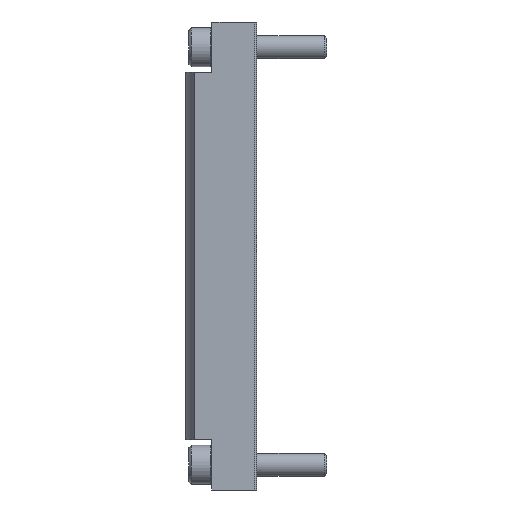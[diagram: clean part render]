
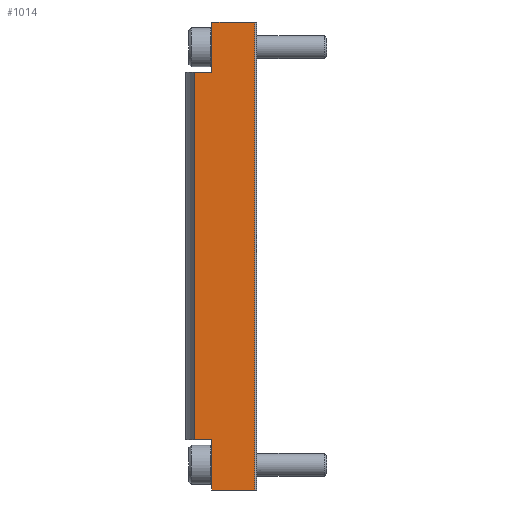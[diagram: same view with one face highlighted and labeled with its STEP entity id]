
A CAD part, left-side view. The second image highlights one B-rep face of the part: STEP entity #1014.
In plain terms, the highlighted face is planar.
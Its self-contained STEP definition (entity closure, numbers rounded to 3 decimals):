
#137=ORIENTED_EDGE('',*,*,#425,.T.);
#138=ORIENTED_EDGE('',*,*,#426,.F.);
#139=ORIENTED_EDGE('',*,*,#427,.F.);
#140=ORIENTED_EDGE('',*,*,#428,.T.);
#141=ORIENTED_EDGE('',*,*,#429,.T.);
#142=ORIENTED_EDGE('',*,*,#430,.F.);
#143=ORIENTED_EDGE('',*,*,#431,.F.);
#144=ORIENTED_EDGE('',*,*,#432,.F.);
#425=EDGE_CURVE('',#569,#570,#668,.T.);
#426=EDGE_CURVE('',#571,#570,#669,.T.);
#427=EDGE_CURVE('',#572,#571,#670,.T.);
#428=EDGE_CURVE('',#572,#573,#671,.T.);
#429=EDGE_CURVE('',#573,#574,#672,.T.);
#430=EDGE_CURVE('',#575,#574,#673,.T.);
#431=EDGE_CURVE('',#576,#575,#674,.T.);
#432=EDGE_CURVE('',#569,#576,#675,.T.);
#569=VERTEX_POINT('',#1548);
#570=VERTEX_POINT('',#1549);
#571=VERTEX_POINT('',#1551);
#572=VERTEX_POINT('',#1553);
#573=VERTEX_POINT('',#1555);
#574=VERTEX_POINT('',#1557);
#575=VERTEX_POINT('',#1559);
#576=VERTEX_POINT('',#1561);
#668=LINE('',#1547,#751);
#669=LINE('',#1550,#752);
#670=LINE('',#1552,#753);
#671=LINE('',#1554,#754);
#672=LINE('',#1556,#755);
#673=LINE('',#1558,#756);
#674=LINE('',#1560,#757);
#675=LINE('',#1562,#758);
#751=VECTOR('',#1224,1000.);
#752=VECTOR('',#1225,1000.);
#753=VECTOR('',#1226,1000.);
#754=VECTOR('',#1227,1000.);
#755=VECTOR('',#1228,1000.);
#756=VECTOR('',#1229,1000.);
#757=VECTOR('',#1230,1000.);
#758=VECTOR('',#1231,1000.);
#834=EDGE_LOOP('',(#137,#138,#139,#140,#141,#142,#143,#144));
#908=FACE_BOUND('',#834,.T.);
#983=PLANE('',#1100);
#1014=ADVANCED_FACE('',(#908),#983,.F.);
#1100=AXIS2_PLACEMENT_3D('',#1546,#1222,#1223);
#1222=DIRECTION('',(-1.,0.,0.));
#1223=DIRECTION('',(0.,0.,1.));
#1224=DIRECTION('',(0.,-1.,0.));
#1225=DIRECTION('',(0.,0.,-1.));
#1226=DIRECTION('',(0.,1.,0.));
#1227=DIRECTION('',(0.,0.,-1.));
#1228=DIRECTION('',(0.,1.,0.));
#1229=DIRECTION('',(0.,0.,-1.));
#1230=DIRECTION('',(0.,-1.,0.));
#1231=DIRECTION('',(0.,0.,-1.));
#1546=CARTESIAN_POINT('',(0.,0.4,51.));
#1547=CARTESIAN_POINT('',(0.,16.75,40.));
#1548=CARTESIAN_POINT('',(0.,13.558,40.));
#1549=CARTESIAN_POINT('',(0.,9.75,40.));
#1550=CARTESIAN_POINT('',(0.,9.75,51.));
#1551=CARTESIAN_POINT('',(0.,9.75,51.));
#1552=CARTESIAN_POINT('',(0.,0.4,51.));
#1553=CARTESIAN_POINT('',(0.,0.4,51.));
#1554=CARTESIAN_POINT('',(0.,0.4,51.));
#1555=CARTESIAN_POINT('',(0.,0.4,-51.));
#1556=CARTESIAN_POINT('',(0.,0.4,-51.));
#1557=CARTESIAN_POINT('',(0.,9.75,-51.));
#1558=CARTESIAN_POINT('',(0.,9.75,-40.));
#1559=CARTESIAN_POINT('',(0.,9.75,-40.));
#1560=CARTESIAN_POINT('',(0.,16.75,-40.));
#1561=CARTESIAN_POINT('',(0.,13.558,-40.));
#1562=CARTESIAN_POINT('',(0.,13.558,51.));
